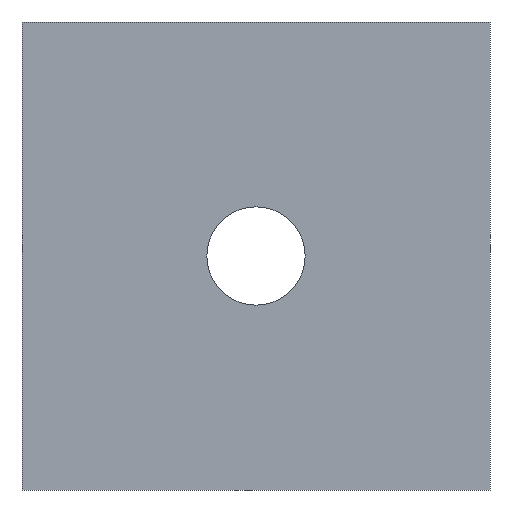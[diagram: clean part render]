
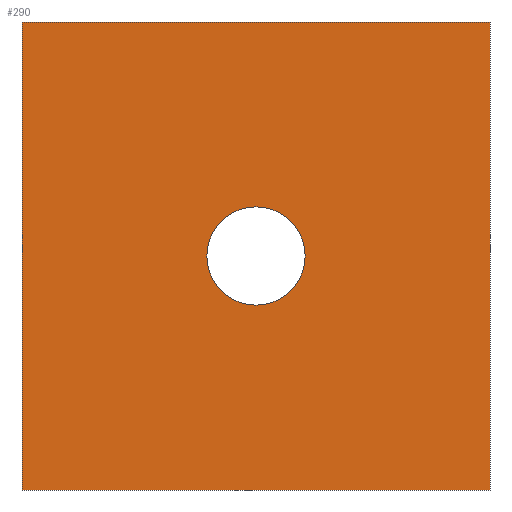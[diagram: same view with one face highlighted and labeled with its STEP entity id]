
A CAD part, front view. The second image highlights one B-rep face of the part: STEP entity #290.
In plain terms, the highlighted planar face has unit normal (0, -1, 0).
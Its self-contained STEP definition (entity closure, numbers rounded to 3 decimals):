
#7 = CARTESIAN_POINT ( 'NONE',  ( -10., -6.4, -10. ) ) ;
#33 = PLANE ( 'NONE',  #288 ) ;
#40 = DIRECTION ( 'NONE',  ( 0., 1., 0. ) ) ;
#42 = VERTEX_POINT ( 'NONE', #110 ) ;
#43 = VERTEX_POINT ( 'NONE', #7 ) ;
#46 = VECTOR ( 'NONE', #332, 1000. ) ;
#48 = ORIENTED_EDGE ( 'NONE', *, *, #426, .T. ) ;
#71 = EDGE_CURVE ( 'NONE', #42, #403, #279, .T. ) ;
#76 = CARTESIAN_POINT ( 'NONE',  ( -10., -6.4, 10. ) ) ;
#78 = EDGE_LOOP ( 'NONE', ( #217, #186 ) ) ;
#93 = CARTESIAN_POINT ( 'NONE',  ( 10., -6.4, 10. ) ) ;
#97 = DIRECTION ( 'NONE',  ( -1., 0., 0. ) ) ;
#110 = CARTESIAN_POINT ( 'NONE',  ( 0., -6.4, 2.1 ) ) ;
#113 = AXIS2_PLACEMENT_3D ( 'NONE', #231, #165, #97 ) ;
#121 = LINE ( 'NONE', #400, #179 ) ;
#129 = ORIENTED_EDGE ( 'NONE', *, *, #418, .F. ) ;
#134 = VERTEX_POINT ( 'NONE', #176 ) ;
#149 = EDGE_CURVE ( 'NONE', #134, #158, #182, .T. ) ;
#157 = EDGE_CURVE ( 'NONE', #43, #230, #162, .T. ) ;
#158 = VERTEX_POINT ( 'NONE', #177 ) ;
#162 = LINE ( 'NONE', #321, #382 ) ;
#164 = DIRECTION ( 'NONE',  ( 0., 0., -1. ) ) ;
#165 = DIRECTION ( 'NONE',  ( 0., 1., 0. ) ) ;
#176 = CARTESIAN_POINT ( 'NONE',  ( -10., -6.4, 10. ) ) ;
#177 = CARTESIAN_POINT ( 'NONE',  ( 10., -6.4, 10. ) ) ;
#179 = VECTOR ( 'NONE', #164, 1000. ) ;
#182 = LINE ( 'NONE', #76, #344 ) ;
#184 = AXIS2_PLACEMENT_3D ( 'NONE', #242, #40, #283 ) ;
#186 = ORIENTED_EDGE ( 'NONE', *, *, #339, .T. ) ;
#197 = ORIENTED_EDGE ( 'NONE', *, *, #157, .T. ) ;
#198 = EDGE_LOOP ( 'NONE', ( #197, #129, #355, #48 ) ) ;
#200 = DIRECTION ( 'NONE',  ( 0., 1., 0. ) ) ;
#201 = FACE_OUTER_BOUND ( 'NONE', #198, .T. ) ;
#215 = LINE ( 'NONE', #93, #46 ) ;
#217 = ORIENTED_EDGE ( 'NONE', *, *, #71, .T. ) ;
#230 = VERTEX_POINT ( 'NONE', #380 ) ;
#231 = CARTESIAN_POINT ( 'NONE',  ( 0., -6.4, 0. ) ) ;
#242 = CARTESIAN_POINT ( 'NONE',  ( 0., -6.4, 0. ) ) ;
#253 = FACE_BOUND ( 'NONE', #78, .T. ) ;
#276 = CARTESIAN_POINT ( 'NONE',  ( -10., -6.4, 10. ) ) ;
#279 = CIRCLE ( 'NONE', #184, 2.1 ) ;
#283 = DIRECTION ( 'NONE',  ( -1., 0., 0. ) ) ;
#288 = AXIS2_PLACEMENT_3D ( 'NONE', #276, #200, #405 ) ;
#290 = ADVANCED_FACE ( 'NONE', ( #253, #201 ), #33, .F. ) ;
#321 = CARTESIAN_POINT ( 'NONE',  ( -10., -6.4, -10. ) ) ;
#332 = DIRECTION ( 'NONE',  ( 0., 0., -1. ) ) ;
#339 = EDGE_CURVE ( 'NONE', #403, #42, #421, .T. ) ;
#344 = VECTOR ( 'NONE', #349, 1000. ) ;
#349 = DIRECTION ( 'NONE',  ( 1., 0., 0. ) ) ;
#355 = ORIENTED_EDGE ( 'NONE', *, *, #149, .F. ) ;
#380 = CARTESIAN_POINT ( 'NONE',  ( 10., -6.4, -10. ) ) ;
#382 = VECTOR ( 'NONE', #413, 1000. ) ;
#400 = CARTESIAN_POINT ( 'NONE',  ( -10., -6.4, 10. ) ) ;
#403 = VERTEX_POINT ( 'NONE', #431 ) ;
#405 = DIRECTION ( 'NONE',  ( -1., 0., 0. ) ) ;
#413 = DIRECTION ( 'NONE',  ( 1., 0., 0. ) ) ;
#418 = EDGE_CURVE ( 'NONE', #158, #230, #215, .T. ) ;
#421 = CIRCLE ( 'NONE', #113, 2.1 ) ;
#426 = EDGE_CURVE ( 'NONE', #134, #43, #121, .T. ) ;
#431 = CARTESIAN_POINT ( 'NONE',  ( 0., -6.4, -2.1 ) ) ;
